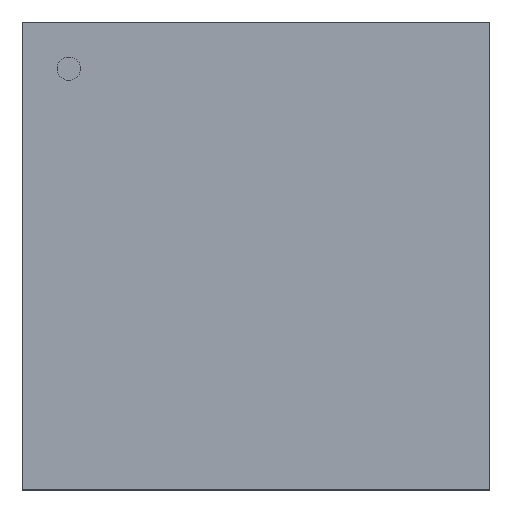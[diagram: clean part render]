
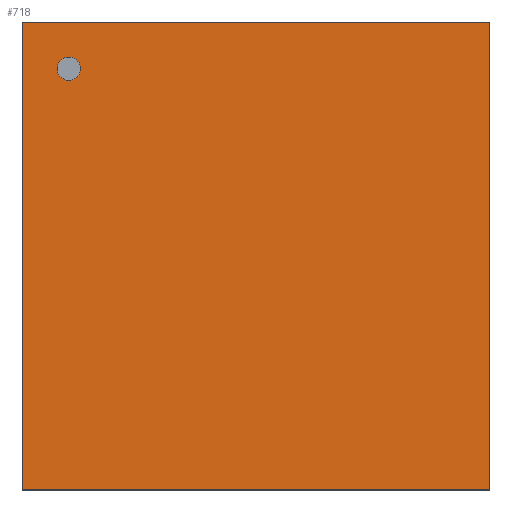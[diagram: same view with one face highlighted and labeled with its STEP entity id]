
A CAD part, top view. The second image highlights one B-rep face of the part: STEP entity #718.
In plain terms, the highlighted planar face has unit normal (0, 0, 1).
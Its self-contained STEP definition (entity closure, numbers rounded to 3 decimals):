
#494=CARTESIAN_POINT('',(1.994,-1.994,1.981));
#493=VERTEX_POINT('',#494);
#504=CARTESIAN_POINT('',(-1.994,-1.994,1.981));
#503=VERTEX_POINT('',#504);
#502=EDGE_CURVE('',#503,#493,#507,.T.);
#507=LINE('',#504,#509);
#509=VECTOR('',#510,3.988);
#510=DIRECTION('',(1.0,0.0,0.0));
#543=CARTESIAN_POINT('',(1.994,1.994,1.981));
#542=VERTEX_POINT('',#543);
#551=EDGE_CURVE('',#493,#542,#556,.T.);
#556=LINE('',#494,#558);
#558=VECTOR('',#559,3.988);
#559=DIRECTION('',(0.0,1.0,0.0));
#592=CARTESIAN_POINT('',(-1.994,1.994,1.981));
#591=VERTEX_POINT('',#592);
#600=EDGE_CURVE('',#542,#591,#605,.T.);
#605=LINE('',#543,#607);
#607=VECTOR('',#608,3.988);
#608=DIRECTION('',(-1.0,0.0,0.0));
#649=EDGE_CURVE('',#591,#503,#654,.T.);
#654=LINE('',#592,#656);
#656=VECTOR('',#657,3.988);
#657=DIRECTION('',(0.0,-1.0,0.0));
#718=ADVANCED_FACE('',(#724),#719,.T.);
#719=PLANE('',#720);
#720=AXIS2_PLACEMENT_3D('',#721,#722,#723);
#721=CARTESIAN_POINT('',(-1.994,-1.994,1.981));
#722=DIRECTION('',(0.0,0.0,1.0));
#723=DIRECTION('',(0.,1.,0.));
#724=FACE_OUTER_BOUND('',#725,.T.);
#725=EDGE_LOOP('',(#726,#736,#746,#756));
#726=ORIENTED_EDGE('',*,*,#502,.T.);
#736=ORIENTED_EDGE('',*,*,#551,.T.);
#746=ORIENTED_EDGE('',*,*,#600,.T.);
#756=ORIENTED_EDGE('',*,*,#649,.T.);
